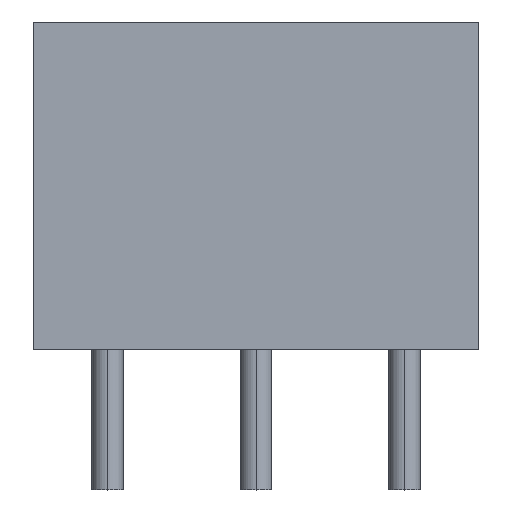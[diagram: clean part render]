
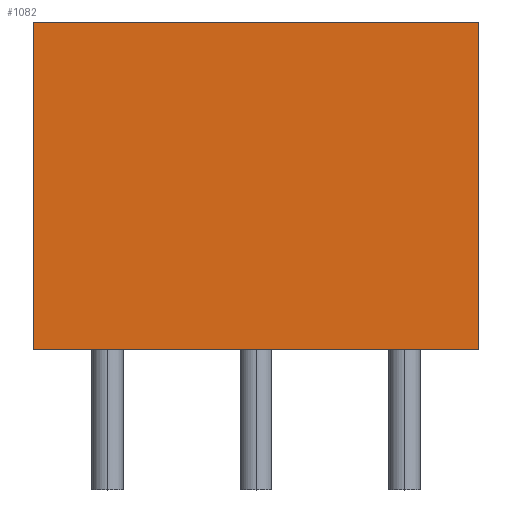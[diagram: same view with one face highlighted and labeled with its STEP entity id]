
A CAD part, top view. The second image highlights one B-rep face of the part: STEP entity #1082.
In plain terms, the highlighted planar face has unit normal (0, 0, 1).
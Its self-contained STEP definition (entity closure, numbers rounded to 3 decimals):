
#22 = AXIS2_PLACEMENT_3D ( 'NONE', #385, #1056, #1140 ) ;
#36 = DIRECTION ( 'NONE',  ( -1., 0., 0. ) ) ;
#58 = VERTEX_POINT ( 'NONE', #107 ) ;
#98 = DIRECTION ( 'NONE',  ( 0., -1., 0. ) ) ;
#107 = CARTESIAN_POINT ( 'NONE',  ( 0., 4.2, 3.5 ) ) ;
#368 = DIRECTION ( 'NONE',  ( -1., 0., 0. ) ) ;
#375 = EDGE_CURVE ( 'NONE', #1608, #58, #501, .T. ) ;
#385 = CARTESIAN_POINT ( 'NONE',  ( 11.43, 4.2, 3.5 ) ) ;
#501 = LINE ( 'NONE', #1031, #770 ) ;
#686 = CARTESIAN_POINT ( 'NONE',  ( 0., -4.2, 3.5 ) ) ;
#710 = EDGE_CURVE ( 'NONE', #1608, #1726, #1585, .T. ) ;
#731 = ORIENTED_EDGE ( 'NONE', *, *, #984, .F. ) ;
#770 = VECTOR ( 'NONE', #368, 1000. ) ;
#980 = CARTESIAN_POINT ( 'NONE',  ( 0., 4.2, 3.5 ) ) ;
#981 = CARTESIAN_POINT ( 'NONE',  ( 11.43, -4.2, 3.5 ) ) ;
#983 = CARTESIAN_POINT ( 'NONE',  ( 11.43, 4.2, 3.5 ) ) ;
#984 = EDGE_CURVE ( 'NONE', #1726, #1566, #1108, .T. ) ;
#999 = CARTESIAN_POINT ( 'NONE',  ( 11.43, -4.2, 3.5 ) ) ;
#1031 = CARTESIAN_POINT ( 'NONE',  ( 11.43, 4.2, 3.5 ) ) ;
#1056 = DIRECTION ( 'NONE',  ( 0., 0., -1. ) ) ;
#1082 = ADVANCED_FACE ( 'NONE', ( #1162 ), #1426, .F. ) ;
#1108 = LINE ( 'NONE', #981, #1486 ) ;
#1140 = DIRECTION ( 'NONE',  ( 0., 1., 0. ) ) ;
#1162 = FACE_OUTER_BOUND ( 'NONE', #1163, .T. ) ;
#1163 = EDGE_LOOP ( 'NONE', ( #1717, #731, #1581, #1661 ) ) ;
#1179 = CARTESIAN_POINT ( 'NONE',  ( 11.43, 4.2, 3.5 ) ) ;
#1268 = EDGE_CURVE ( 'NONE', #58, #1566, #1634, .T. ) ;
#1393 = VECTOR ( 'NONE', #98, 1000. ) ;
#1426 = PLANE ( 'NONE',  #22 ) ;
#1428 = VECTOR ( 'NONE', #1502, 1000. ) ;
#1486 = VECTOR ( 'NONE', #36, 1000. ) ;
#1502 = DIRECTION ( 'NONE',  ( 0., -1., 0. ) ) ;
#1566 = VERTEX_POINT ( 'NONE', #686 ) ;
#1581 = ORIENTED_EDGE ( 'NONE', *, *, #710, .F. ) ;
#1585 = LINE ( 'NONE', #1179, #1393 ) ;
#1608 = VERTEX_POINT ( 'NONE', #983 ) ;
#1634 = LINE ( 'NONE', #980, #1428 ) ;
#1661 = ORIENTED_EDGE ( 'NONE', *, *, #375, .T. ) ;
#1717 = ORIENTED_EDGE ( 'NONE', *, *, #1268, .T. ) ;
#1726 = VERTEX_POINT ( 'NONE', #999 ) ;
